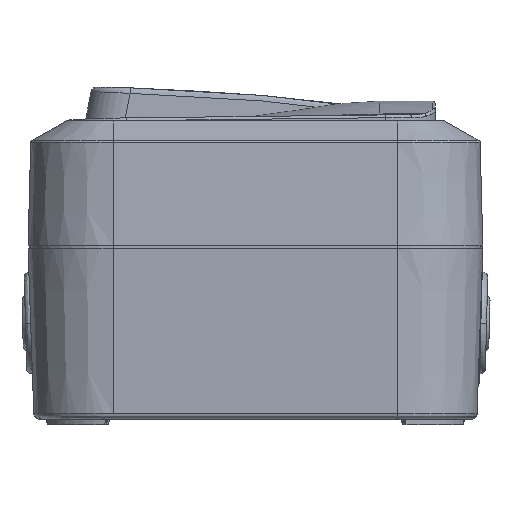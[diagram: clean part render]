
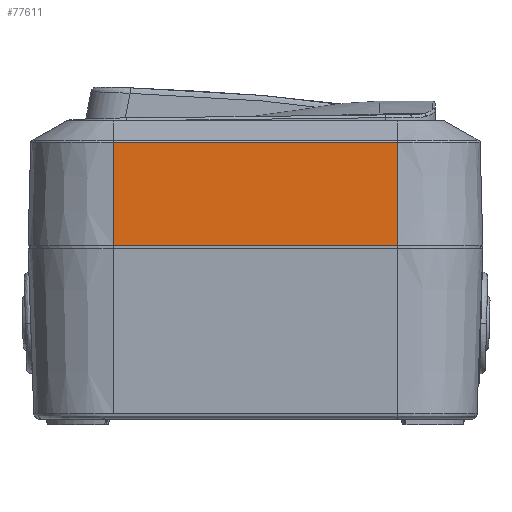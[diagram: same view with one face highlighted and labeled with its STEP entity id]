
A CAD part, left-side view. The second image highlights one B-rep face of the part: STEP entity #77611.
In plain terms, the highlighted planar face has unit normal (-1, 0, 0.026).
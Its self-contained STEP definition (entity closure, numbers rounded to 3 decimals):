
#5880 = DIRECTION ( 'NONE',  ( 0., -1., 0. ) ) ;
#10093 = DIRECTION ( 'NONE',  ( 0., -1., 0. ) ) ;
#15970 = VERTEX_POINT ( 'NONE', #113749 ) ;
#19803 = LINE ( 'NONE', #115190, #38163 ) ;
#21461 = ORIENTED_EDGE ( 'NONE', *, *, #84656, .F. ) ;
#30308 = EDGE_CURVE ( 'NONE', #150599, #15970, #55136, .T. ) ;
#30543 = CARTESIAN_POINT ( 'NONE',  ( -33.722, -24.761, 32.798 ) ) ;
#38163 = VECTOR ( 'NONE', #55488, 1000. ) ;
#43494 = CARTESIAN_POINT ( 'NONE',  ( -34.199, 25.239, 14.6 ) ) ;
#44375 = EDGE_LOOP ( 'NONE', ( #66269, #21461, #149007, #48017 ) ) ;
#48017 = ORIENTED_EDGE ( 'NONE', *, *, #49013, .F. ) ;
#48059 = CARTESIAN_POINT ( 'NONE',  ( -34.199, -24.761, 14.6 ) ) ;
#49013 = EDGE_CURVE ( 'NONE', #150599, #104724, #19803, .T. ) ;
#49581 = DIRECTION ( 'NONE',  ( 0., -1., 0. ) ) ;
#55136 = LINE ( 'NONE', #43494, #114913 ) ;
#55488 = DIRECTION ( 'NONE',  ( 0.026, 0., 1. ) ) ;
#61241 = FACE_OUTER_BOUND ( 'NONE', #44375, .T. ) ;
#66269 = ORIENTED_EDGE ( 'NONE', *, *, #30308, .T. ) ;
#69573 = CARTESIAN_POINT ( 'NONE',  ( -34.199, 25.239, 14.6 ) ) ;
#77234 = VECTOR ( 'NONE', #86435, 1000. ) ;
#77611 = ADVANCED_FACE ( 'NONE', ( #61241 ), #108558, .F. ) ;
#84125 = CARTESIAN_POINT ( 'NONE',  ( -33.722, -24.761, 32.798 ) ) ;
#84656 = EDGE_CURVE ( 'NONE', #84715, #15970, #121321, .T. ) ;
#84715 = VERTEX_POINT ( 'NONE', #30543 ) ;
#86435 = DIRECTION ( 'NONE',  ( -0.026, 0., -1. ) ) ;
#97231 = CARTESIAN_POINT ( 'NONE',  ( -33.722, 25.239, 32.798 ) ) ;
#104724 = VERTEX_POINT ( 'NONE', #97231 ) ;
#107019 = DIRECTION ( 'NONE',  ( 1., 0., -0.026 ) ) ;
#108558 = PLANE ( 'NONE',  #150617 ) ;
#113749 = CARTESIAN_POINT ( 'NONE',  ( -34.199, -24.761, 14.6 ) ) ;
#114913 = VECTOR ( 'NONE', #10093, 1000. ) ;
#115190 = CARTESIAN_POINT ( 'NONE',  ( -34.199, 25.239, 14.6 ) ) ;
#121321 = LINE ( 'NONE', #84125, #77234 ) ;
#133909 = LINE ( 'NONE', #136186, #149319 ) ;
#136186 = CARTESIAN_POINT ( 'NONE',  ( -33.722, 25.239, 32.798 ) ) ;
#143766 = EDGE_CURVE ( 'NONE', #104724, #84715, #133909, .T. ) ;
#149007 = ORIENTED_EDGE ( 'NONE', *, *, #143766, .F. ) ;
#149319 = VECTOR ( 'NONE', #5880, 1000. ) ;
#150599 = VERTEX_POINT ( 'NONE', #69573 ) ;
#150617 = AXIS2_PLACEMENT_3D ( 'NONE', #48059, #107019, #49581 ) ;
